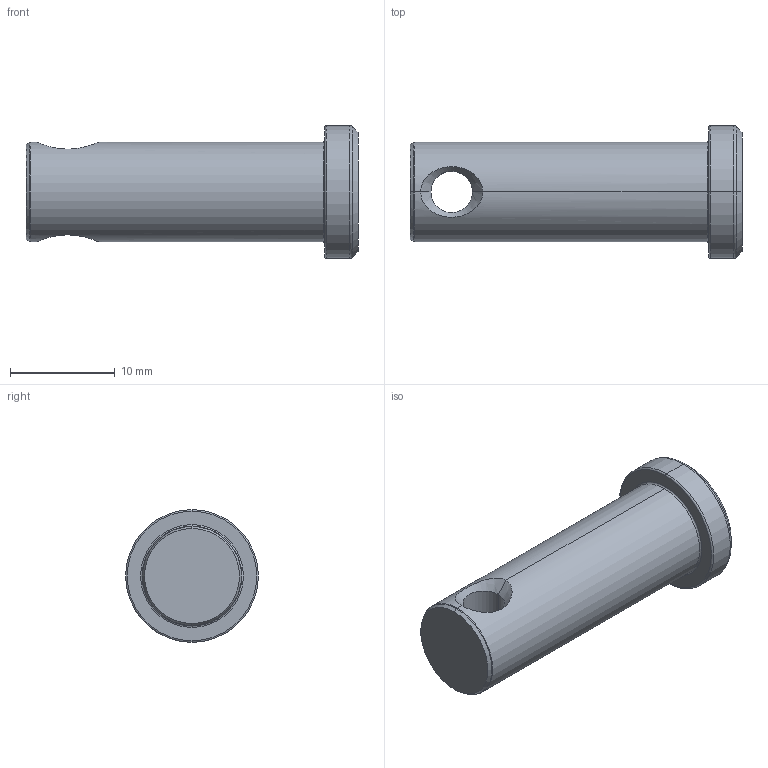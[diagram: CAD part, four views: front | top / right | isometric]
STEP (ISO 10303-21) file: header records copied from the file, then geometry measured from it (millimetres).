
FILE_DESCRIPTION (( 'STEP AP203' ), '1' );
FILE_NAME ('97245A331_Zinc-Plated 1004-1045 Carbon Steel Clevis Pin.STEP', '2023-07-19T14:30:34', ( 'Administrator' ), ( 'Managed by Terraform' ), 'SwSTEP 2.0', 'SolidWorks 2017', '' );
FILE_SCHEMA (( 'CONFIG_CONTROL_DESIGN' ));
Length unit declared in the file: inch
Products named in the file (1): 97245A331_Zinc-Plated 1004-1045 Carbon Steel Clevis Pin
Bounding box: 31.75 x 12.7 x 12.7 mm (x, y, z)
Volume: 2304.4 mm3; surface area: 1283.7 mm2
Topology: 1 solids, 1 shells, 25 faces, 52 edges, 28 vertices
Faces by surface type: cone 8, torus 8, cylinder 6, plane 3
Entity records: 839 total; most frequent: CARTESIAN_POINT 212, DIRECTION 132, ORIENTED_EDGE 104, AXIS2_PLACEMENT_3D 58, EDGE_CURVE 52, CIRCLE 32, VERTEX_POINT 28, EDGE_LOOP 26
